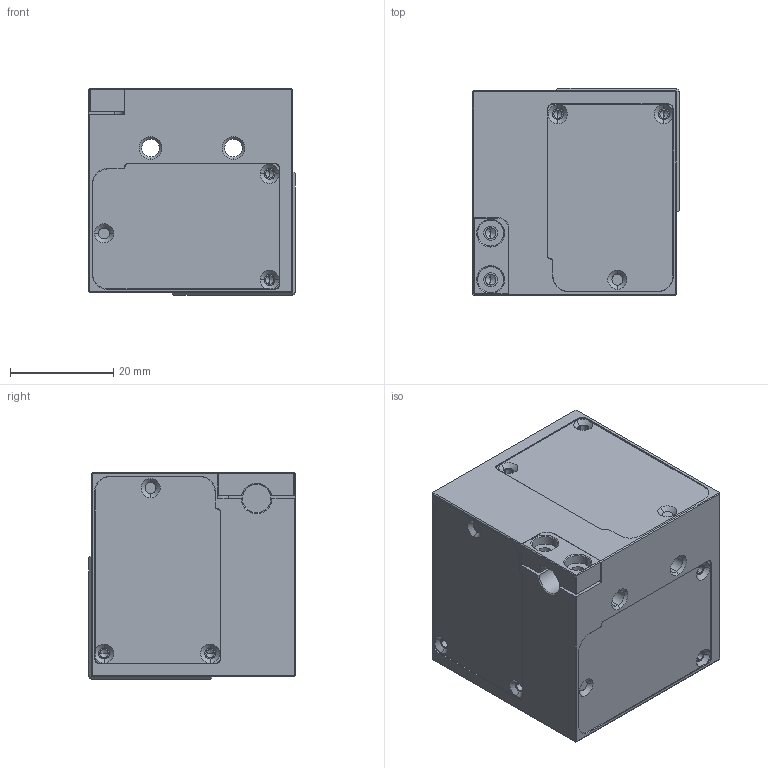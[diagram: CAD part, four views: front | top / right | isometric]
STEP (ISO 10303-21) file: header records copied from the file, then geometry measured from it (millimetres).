
FILE_DESCRIPTION (( 'STEP AP214' ), '1' );
FILE_NAME ('S100.xyz.C.P_web.STEP', '2024-11-12T03:22:42', ( '' ), ( '' ), 'SwSTEP 2.0', 'SolidWorks 2020', '' );
FILE_SCHEMA (( 'AUTOMOTIVE_DESIGN' ));
Length unit declared in the file: millimetre
Products named in the file (1): S100.xyz.C.P_web
Bounding box: 40 x 40 x 40 mm (x, y, z)
Volume: 58826.4 mm3; surface area: 20741.6 mm2
Topology: 6 solids, 7 shells, 330 faces, 832 edges, 508 vertices
Faces by surface type: plane 135, cylinder 115, cone 80
Entity records: 13522 total; most frequent: CARTESIAN_POINT 1812, DIRECTION 1726, ORIENTED_EDGE 1608, EDGE_CURVE 804, AXIS2_PLACEMENT_3D 624, VERTEX_POINT 508, VECTOR 478, LINE 478
